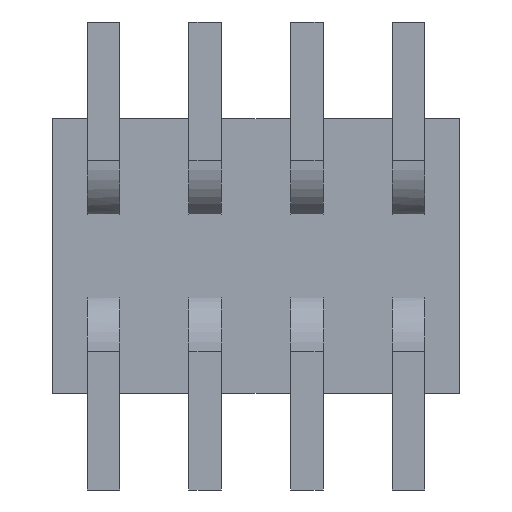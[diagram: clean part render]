
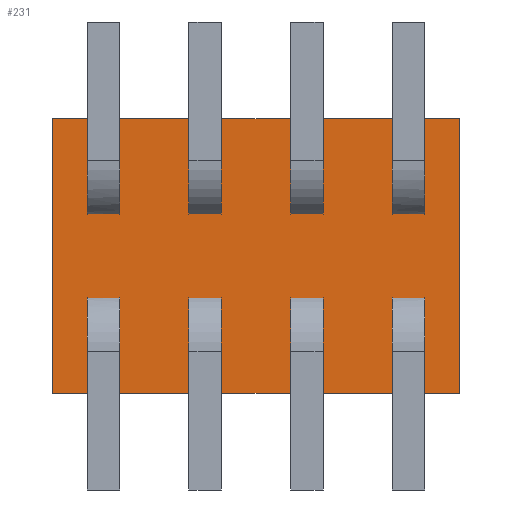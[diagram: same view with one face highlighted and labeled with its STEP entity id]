
A CAD part, front view. The second image highlights one B-rep face of the part: STEP entity #231.
In plain terms, the highlighted planar face has unit normal (0, -1, 0).
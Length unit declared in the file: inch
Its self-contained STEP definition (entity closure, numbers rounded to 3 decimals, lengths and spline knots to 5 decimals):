
#231 = ADVANCED_FACE( '', ( #531 ), #532, .F. );
#531 = FACE_OUTER_BOUND( '', #917, .T. );
#532 = PLANE( '', #918 );
#917 = EDGE_LOOP( '', ( #1350, #1351, #1352, #1353 ) );
#918 = AXIS2_PLACEMENT_3D( '', #1354, #1355, #1356 );
#1350 = ORIENTED_EDGE( '', *, *, #2458, .F. );
#1351 = ORIENTED_EDGE( '', *, *, #2459, .F. );
#1352 = ORIENTED_EDGE( '', *, *, #2460, .F. );
#1353 = ORIENTED_EDGE( '', *, *, #2461, .F. );
#1354 = CARTESIAN_POINT( '', ( 0., 0., 0. ) );
#1355 = DIRECTION( '', ( 0., 1., 0. ) );
#1356 = DIRECTION( '', ( 0., 0., 1. ) );
#2458 = EDGE_CURVE( '', #2951, #2952, #2953, .T. );
#2459 = EDGE_CURVE( '', #2954, #2951, #2955, .T. );
#2460 = EDGE_CURVE( '', #2956, #2954, #2957, .T. );
#2461 = EDGE_CURVE( '', #2952, #2956, #2958, .T. );
#2951 = VERTEX_POINT( '', #3645 );
#2952 = VERTEX_POINT( '', #3646 );
#2953 = LINE( '', #3647, #3648 );
#2954 = VERTEX_POINT( '', #3649 );
#2955 = LINE( '', #3650, #3651 );
#2956 = VERTEX_POINT( '', #3652 );
#2957 = LINE( '', #3653, #3654 );
#2958 = LINE( '', #3655, #3656 );
#3645 = CARTESIAN_POINT( '', ( -0.1, 0., -0.0675 ) );
#3646 = CARTESIAN_POINT( '', ( -0.1, 0., 0.0675 ) );
#3647 = CARTESIAN_POINT( '', ( -0.1, 0., -0.0675 ) );
#3648 = VECTOR( '', #4490, 39.37008 );
#3649 = CARTESIAN_POINT( '', ( 0.1, 0., -0.0675 ) );
#3650 = CARTESIAN_POINT( '', ( 0.1, 0., -0.0675 ) );
#3651 = VECTOR( '', #4491, 39.37008 );
#3652 = CARTESIAN_POINT( '', ( 0.1, 0., 0.0675 ) );
#3653 = CARTESIAN_POINT( '', ( 0.1, 0., 0.0675 ) );
#3654 = VECTOR( '', #4492, 39.37008 );
#3655 = CARTESIAN_POINT( '', ( -0.1, 0., 0.0675 ) );
#3656 = VECTOR( '', #4493, 39.37008 );
#4490 = DIRECTION( '', ( 0., 0., 1. ) );
#4491 = DIRECTION( '', ( -1., 0., 0. ) );
#4492 = DIRECTION( '', ( 0., 0., -1. ) );
#4493 = DIRECTION( '', ( 1., 0., 0. ) );
